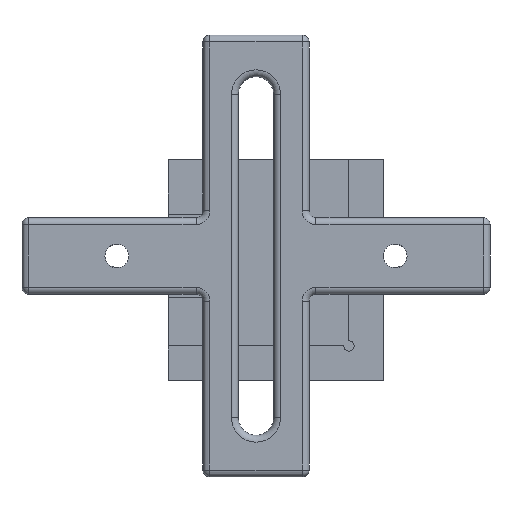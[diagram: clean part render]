
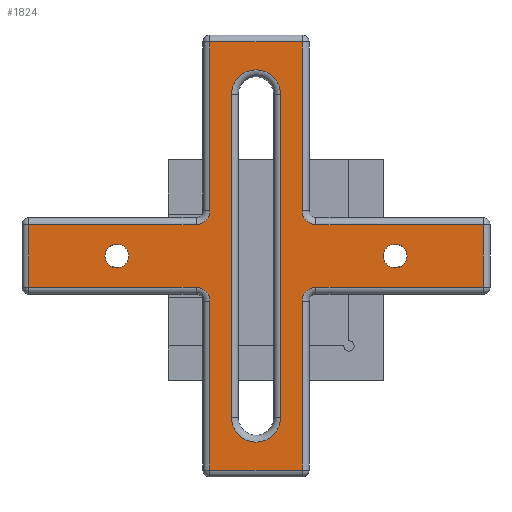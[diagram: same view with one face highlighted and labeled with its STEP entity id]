
A CAD part, front view. The second image highlights one B-rep face of the part: STEP entity #1824.
In plain terms, the highlighted planar face has unit normal (0, -1, 0).
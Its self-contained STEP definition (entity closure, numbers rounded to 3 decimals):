
#45=FACE_BOUND('',#707,.T.);
#46=FACE_BOUND('',#708,.T.);
#47=FACE_BOUND('',#709,.T.);
#51=PLANE('',#1963);
#92=CIRCLE('',#1943,0.85);
#106=CIRCLE('',#1964,1.);
#107=CIRCLE('',#1965,1.);
#108=CIRCLE('',#1966,1.);
#109=CIRCLE('',#1967,1.);
#110=CIRCLE('',#1968,1.77);
#111=CIRCLE('',#1969,1.77);
#112=CIRCLE('',#1970,0.85);
#229=LINE('',#2946,#395);
#230=LINE('',#2948,#396);
#231=LINE('',#2950,#397);
#232=LINE('',#2954,#398);
#233=LINE('',#2956,#399);
#234=LINE('',#2958,#400);
#235=LINE('',#2962,#401);
#236=LINE('',#2964,#402);
#237=LINE('',#2966,#403);
#238=LINE('',#2970,#404);
#239=LINE('',#2972,#405);
#240=LINE('',#2973,#406);
#241=LINE('',#2976,#407);
#242=LINE('',#2980,#408);
#395=VECTOR('',#2254,10.);
#396=VECTOR('',#2255,10.);
#397=VECTOR('',#2256,10.);
#398=VECTOR('',#2259,10.);
#399=VECTOR('',#2260,10.);
#400=VECTOR('',#2261,10.);
#401=VECTOR('',#2264,10.);
#402=VECTOR('',#2265,10.);
#403=VECTOR('',#2266,10.);
#404=VECTOR('',#2269,10.);
#405=VECTOR('',#2270,10.);
#406=VECTOR('',#2271,10.);
#407=VECTOR('',#2272,10.);
#408=VECTOR('',#2275,10.);
#584=FACE_OUTER_BOUND('',#706,.T.);
#706=EDGE_LOOP('',(#1327,#1328,#1329,#1330,#1331,#1332,#1333,#1334,#1335,
#1336,#1337,#1338,#1339,#1340,#1341,#1342));
#707=EDGE_LOOP('',(#1343,#1344,#1345,#1346));
#708=EDGE_LOOP('',(#1347));
#709=EDGE_LOOP('',(#1348));
#830=VERTEX_POINT('',#2849);
#869=VERTEX_POINT('',#2942);
#870=VERTEX_POINT('',#2943);
#871=VERTEX_POINT('',#2945);
#872=VERTEX_POINT('',#2947);
#873=VERTEX_POINT('',#2949);
#874=VERTEX_POINT('',#2951);
#875=VERTEX_POINT('',#2953);
#876=VERTEX_POINT('',#2955);
#877=VERTEX_POINT('',#2957);
#878=VERTEX_POINT('',#2959);
#879=VERTEX_POINT('',#2961);
#880=VERTEX_POINT('',#2963);
#881=VERTEX_POINT('',#2965);
#882=VERTEX_POINT('',#2967);
#883=VERTEX_POINT('',#2969);
#884=VERTEX_POINT('',#2971);
#885=VERTEX_POINT('',#2974);
#886=VERTEX_POINT('',#2975);
#887=VERTEX_POINT('',#2977);
#888=VERTEX_POINT('',#2979);
#889=VERTEX_POINT('',#2982);
#990=EDGE_CURVE('',#830,#830,#92,.T.);
#1036=EDGE_CURVE('',#869,#870,#106,.T.);
#1037=EDGE_CURVE('',#871,#869,#229,.T.);
#1038=EDGE_CURVE('',#872,#871,#230,.T.);
#1039=EDGE_CURVE('',#873,#872,#231,.T.);
#1040=EDGE_CURVE('',#874,#873,#107,.T.);
#1041=EDGE_CURVE('',#875,#874,#232,.T.);
#1042=EDGE_CURVE('',#876,#875,#233,.T.);
#1043=EDGE_CURVE('',#877,#876,#234,.T.);
#1044=EDGE_CURVE('',#878,#877,#108,.T.);
#1045=EDGE_CURVE('',#879,#878,#235,.T.);
#1046=EDGE_CURVE('',#880,#879,#236,.T.);
#1047=EDGE_CURVE('',#881,#880,#237,.T.);
#1048=EDGE_CURVE('',#882,#881,#109,.T.);
#1049=EDGE_CURVE('',#883,#882,#238,.T.);
#1050=EDGE_CURVE('',#884,#883,#239,.T.);
#1051=EDGE_CURVE('',#870,#884,#240,.T.);
#1052=EDGE_CURVE('',#885,#886,#241,.T.);
#1053=EDGE_CURVE('',#887,#885,#110,.T.);
#1054=EDGE_CURVE('',#888,#887,#242,.T.);
#1055=EDGE_CURVE('',#886,#888,#111,.T.);
#1056=EDGE_CURVE('',#889,#889,#112,.T.);
#1327=ORIENTED_EDGE('',*,*,#1036,.F.);
#1328=ORIENTED_EDGE('',*,*,#1037,.F.);
#1329=ORIENTED_EDGE('',*,*,#1038,.F.);
#1330=ORIENTED_EDGE('',*,*,#1039,.F.);
#1331=ORIENTED_EDGE('',*,*,#1040,.F.);
#1332=ORIENTED_EDGE('',*,*,#1041,.F.);
#1333=ORIENTED_EDGE('',*,*,#1042,.F.);
#1334=ORIENTED_EDGE('',*,*,#1043,.F.);
#1335=ORIENTED_EDGE('',*,*,#1044,.F.);
#1336=ORIENTED_EDGE('',*,*,#1045,.F.);
#1337=ORIENTED_EDGE('',*,*,#1046,.F.);
#1338=ORIENTED_EDGE('',*,*,#1047,.F.);
#1339=ORIENTED_EDGE('',*,*,#1048,.F.);
#1340=ORIENTED_EDGE('',*,*,#1049,.F.);
#1341=ORIENTED_EDGE('',*,*,#1050,.F.);
#1342=ORIENTED_EDGE('',*,*,#1051,.F.);
#1343=ORIENTED_EDGE('',*,*,#1052,.F.);
#1344=ORIENTED_EDGE('',*,*,#1053,.F.);
#1345=ORIENTED_EDGE('',*,*,#1054,.F.);
#1346=ORIENTED_EDGE('',*,*,#1055,.F.);
#1347=ORIENTED_EDGE('',*,*,#1056,.T.);
#1348=ORIENTED_EDGE('',*,*,#990,.F.);
#1824=ADVANCED_FACE('',(#584,#45,#46,#47),#51,.F.);
#1943=AXIS2_PLACEMENT_3D('',#2851,#2178,#2179);
#1963=AXIS2_PLACEMENT_3D('',#2941,#2250,#2251);
#1964=AXIS2_PLACEMENT_3D('',#2944,#2252,#2253);
#1965=AXIS2_PLACEMENT_3D('',#2952,#2257,#2258);
#1966=AXIS2_PLACEMENT_3D('',#2960,#2262,#2263);
#1967=AXIS2_PLACEMENT_3D('',#2968,#2267,#2268);
#1968=AXIS2_PLACEMENT_3D('',#2978,#2273,#2274);
#1969=AXIS2_PLACEMENT_3D('',#2981,#2276,#2277);
#1970=AXIS2_PLACEMENT_3D('',#2983,#2278,#2279);
#2178=DIRECTION('center_axis',(0.,-1.,0.));
#2179=DIRECTION('ref_axis',(1.,0.,0.));
#2250=DIRECTION('center_axis',(0.,1.,0.));
#2251=DIRECTION('ref_axis',(1.,0.,0.));
#2252=DIRECTION('center_axis',(0.,-1.,0.));
#2253=DIRECTION('ref_axis',(0.707,0.,-0.707));
#2254=DIRECTION('',(1.,0.,0.));
#2255=DIRECTION('',(0.,0.,1.));
#2256=DIRECTION('',(-1.,0.,0.));
#2257=DIRECTION('center_axis',(0.,-1.,0.));
#2258=DIRECTION('ref_axis',(0.707,0.,0.707));
#2259=DIRECTION('',(0.,0.,1.));
#2260=DIRECTION('',(-1.,0.,0.));
#2261=DIRECTION('',(0.,0.,-1.));
#2262=DIRECTION('center_axis',(0.,-1.,0.));
#2263=DIRECTION('ref_axis',(-0.707,0.,0.707));
#2264=DIRECTION('',(-1.,0.,0.));
#2265=DIRECTION('',(0.,0.,-1.));
#2266=DIRECTION('',(1.,0.,0.));
#2267=DIRECTION('center_axis',(0.,-1.,0.));
#2268=DIRECTION('ref_axis',(-0.707,0.,-0.707));
#2269=DIRECTION('',(0.,0.,-1.));
#2270=DIRECTION('',(1.,0.,0.));
#2271=DIRECTION('',(0.,0.,1.));
#2272=DIRECTION('',(0.,0.,-1.));
#2273=DIRECTION('center_axis',(0.,-1.,0.));
#2274=DIRECTION('ref_axis',(0.,0.,1.));
#2275=DIRECTION('',(0.,0.,1.));
#2276=DIRECTION('center_axis',(0.,-1.,0.));
#2277=DIRECTION('ref_axis',(0.,0.,-1.));
#2278=DIRECTION('center_axis',(0.,1.,0.));
#2279=DIRECTION('ref_axis',(-1.,0.,0.));
#2849=CARTESIAN_POINT('',(-7.04,0.,22.225));
#2851=CARTESIAN_POINT('Origin',(-6.19,0.,22.225));
#2941=CARTESIAN_POINT('Origin',(3.81,0.,22.225));
#2942=CARTESIAN_POINT('',(-0.5,0.,24.475));
#2943=CARTESIAN_POINT('',(0.5,0.,25.475));
#2944=CARTESIAN_POINT('Origin',(-0.5,0.,25.475));
#2945=CARTESIAN_POINT('',(-12.5,0.,24.475));
#2946=CARTESIAN_POINT('',(-4.595,0.,24.475));
#2947=CARTESIAN_POINT('',(-12.5,0.,19.975));
#2948=CARTESIAN_POINT('',(-12.5,0.,20.85));
#2949=CARTESIAN_POINT('',(-0.5,0.,19.975));
#2950=CARTESIAN_POINT('',(1.905,0.,19.975));
#2951=CARTESIAN_POINT('',(0.5,0.,18.975));
#2952=CARTESIAN_POINT('Origin',(-0.5,0.,18.975));
#2953=CARTESIAN_POINT('',(0.5,0.,6.85));
#2954=CARTESIAN_POINT('',(0.5,0.,14.288));
#2955=CARTESIAN_POINT('',(7.12,0.,6.85));
#2956=CARTESIAN_POINT('',(5.715,0.,6.85));
#2957=CARTESIAN_POINT('',(7.12,0.,18.975));
#2958=CARTESIAN_POINT('',(7.12,0.,30.163));
#2959=CARTESIAN_POINT('',(8.12,0.,19.975));
#2960=CARTESIAN_POINT('Origin',(8.12,0.,18.975));
#2961=CARTESIAN_POINT('',(20.12,0.,19.975));
#2962=CARTESIAN_POINT('',(12.215,0.,19.975));
#2963=CARTESIAN_POINT('',(20.12,0.,24.475));
#2964=CARTESIAN_POINT('',(20.12,0.,23.6));
#2965=CARTESIAN_POINT('',(8.12,0.,24.475));
#2966=CARTESIAN_POINT('',(5.715,0.,24.475));
#2967=CARTESIAN_POINT('',(7.12,0.,25.475));
#2968=CARTESIAN_POINT('Origin',(8.12,0.,25.475));
#2969=CARTESIAN_POINT('',(7.12,0.,37.6));
#2970=CARTESIAN_POINT('',(7.12,0.,30.163));
#2971=CARTESIAN_POINT('',(0.5,0.,37.6));
#2972=CARTESIAN_POINT('',(1.905,0.,37.6));
#2973=CARTESIAN_POINT('',(0.5,0.,14.288));
#2974=CARTESIAN_POINT('',(2.04,0.,33.83));
#2975=CARTESIAN_POINT('',(2.04,0.,10.62));
#2976=CARTESIAN_POINT('',(2.04,0.,28.028));
#2977=CARTESIAN_POINT('',(5.58,0.,33.83));
#2978=CARTESIAN_POINT('Origin',(3.81,0.,33.83));
#2979=CARTESIAN_POINT('',(5.58,0.,10.62));
#2980=CARTESIAN_POINT('',(5.58,0.,16.423));
#2981=CARTESIAN_POINT('Origin',(3.81,0.,10.62));
#2982=CARTESIAN_POINT('',(14.66,0.,22.225));
#2983=CARTESIAN_POINT('Origin',(13.81,0.,22.225));
